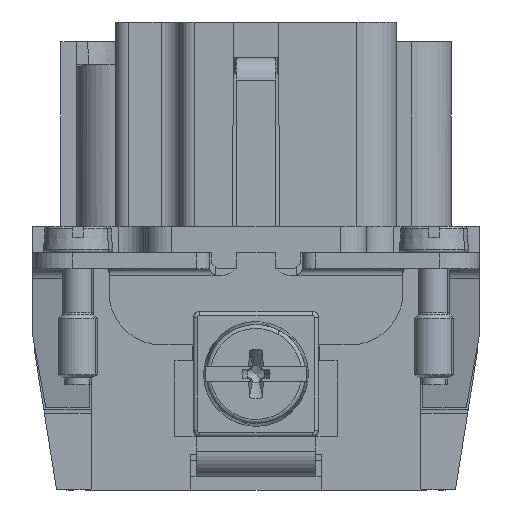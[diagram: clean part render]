
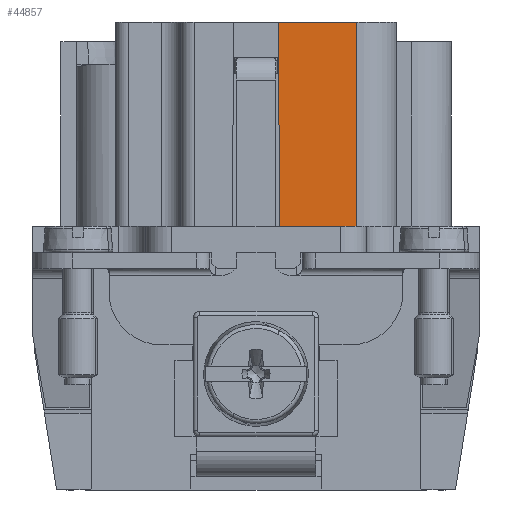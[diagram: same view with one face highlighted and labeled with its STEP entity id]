
A CAD part, front view. The second image highlights one B-rep face of the part: STEP entity #44857.
In plain terms, the highlighted planar face has unit normal (0, -1, 0).
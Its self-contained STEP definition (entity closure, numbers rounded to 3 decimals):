
#17099=AXIS2_PLACEMENT_3D('Plane Axis2P3D',#17096,#17097,#17098) ;
#13109=CARTESIAN_POINT('Vertex',(18.626,9.6,35.5)) ;
#13134=CARTESIAN_POINT('Vertex',(18.762,9.6,20.)) ;
#13137=CARTESIAN_POINT('Line Origine',(18.701,9.6,27.)) ;
#17096=CARTESIAN_POINT('Axis2P3D Location',(12.95,9.6,20.)) ;
#41550=CARTESIAN_POINT('Line Origine',(24.6,9.6,27.75)) ;
#41554=CARTESIAN_POINT('Vertex',(24.6,9.6,20.)) ;
#41556=CARTESIAN_POINT('Vertex',(24.6,9.6,35.5)) ;
#44825=CARTESIAN_POINT('Line Origine',(22.775,9.6,35.5)) ;
#44829=CARTESIAN_POINT('Vertex',(20.95,9.6,35.5)) ;
#44832=CARTESIAN_POINT('Line Origine',(19.788,9.6,35.5)) ;
#44837=CARTESIAN_POINT('Line Origine',(19.856,9.6,20.)) ;
#44841=CARTESIAN_POINT('Vertex',(20.95,9.6,20.)) ;
#44844=CARTESIAN_POINT('Line Origine',(22.775,9.6,20.)) ;
#13138=DIRECTION('Vector Direction',(-0.009,0.,1.)) ;
#17097=DIRECTION('Axis2P3D Direction',(0.,1.,0.)) ;
#17098=DIRECTION('Axis2P3D XDirection',(-1.,0.,0.)) ;
#41551=DIRECTION('Vector Direction',(0.,0.,1.)) ;
#44826=DIRECTION('Vector Direction',(1.,0.,0.)) ;
#44833=DIRECTION('Vector Direction',(1.,0.,0.)) ;
#44838=DIRECTION('Vector Direction',(-1.,0.,0.)) ;
#44845=DIRECTION('Vector Direction',(1.,0.,0.)) ;
#13139=VECTOR('Line Direction',#13138,1.) ;
#41552=VECTOR('Line Direction',#41551,1.) ;
#44827=VECTOR('Line Direction',#44826,1.) ;
#44834=VECTOR('Line Direction',#44833,1.) ;
#44839=VECTOR('Line Direction',#44838,1.) ;
#44846=VECTOR('Line Direction',#44845,1.) ;
#44850=ORIENTED_EDGE('',*,*,#44831,.F.) ;
#44851=ORIENTED_EDGE('',*,*,#44836,.T.) ;
#44852=ORIENTED_EDGE('',*,*,#13141,.T.) ;
#44853=ORIENTED_EDGE('',*,*,#44843,.F.) ;
#44854=ORIENTED_EDGE('',*,*,#44848,.T.) ;
#44855=ORIENTED_EDGE('',*,*,#41558,.T.) ;
#44857=ADVANCED_FACE('Hauptk\X2\00F6\X0\rper',(#44856),#17100,.F.) ;
#13141=EDGE_CURVE('',#13110,#13135,#13140,.F.) ;
#41558=EDGE_CURVE('',#41555,#41557,#41553,.T.) ;
#44831=EDGE_CURVE('',#44830,#41557,#44828,.T.) ;
#44836=EDGE_CURVE('',#44830,#13110,#44835,.F.) ;
#44843=EDGE_CURVE('',#44842,#13135,#44840,.T.) ;
#44848=EDGE_CURVE('',#44842,#41555,#44847,.T.) ;
#44849=EDGE_LOOP('',(#44850,#44851,#44852,#44853,#44854,#44855)) ;
#44856=FACE_OUTER_BOUND('',#44849,.T.) ;
#13140=LINE('Line',#13137,#13139) ;
#41553=LINE('Line',#41550,#41552) ;
#44828=LINE('Line',#44825,#44827) ;
#44835=LINE('Line',#44832,#44834) ;
#44840=LINE('Line',#44837,#44839) ;
#44847=LINE('Line',#44844,#44846) ;
#17100=PLANE('',#17099) ;
#13110=VERTEX_POINT('',#13109) ;
#13135=VERTEX_POINT('',#13134) ;
#41555=VERTEX_POINT('',#41554) ;
#41557=VERTEX_POINT('',#41556) ;
#44830=VERTEX_POINT('',#44829) ;
#44842=VERTEX_POINT('',#44841) ;
